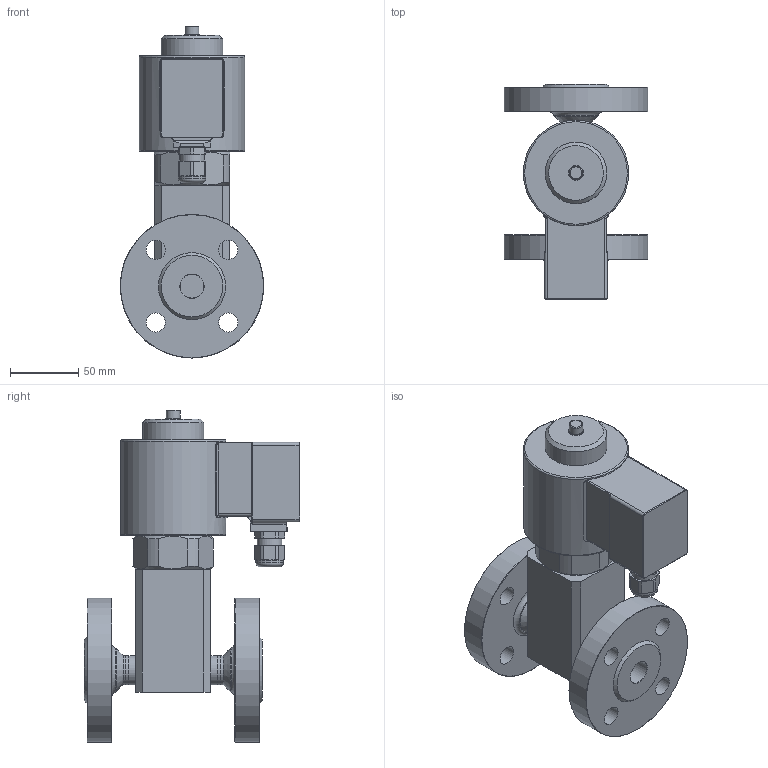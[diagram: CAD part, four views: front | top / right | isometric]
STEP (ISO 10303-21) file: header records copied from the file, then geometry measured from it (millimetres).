
FILE_DESCRIPTION(/* description */ ('3D Datei'),/* implementation_level */ '2;1');
FILE_NAME(/* name */ '024.000004.stp',/* time_stamp */ '2021-09-01T13:54:46+02:00',/* author */ ('EFast'),/* organization */ (''),/* preprocessor_version */ 'ST-DEVELOPER v16.1',/* originating_system */ 'Autodesk Inventor 2016',/* authorisation */ '');
FILE_SCHEMA (('AUTOMOTIVE_DESIGN { 1 0 10303 214 3 1 1 }'));
Length unit declared in the file: millimetre
Products named in the file (1): 88-005260
Bounding box: 105 x 157.5 x 242.7 mm (x, y, z)
Volume: 1146160 mm3; surface area: 119706.5 mm2
Topology: 1 solids, 1 shells, 187 faces, 445 edges, 275 vertices
Faces by surface type: cylinder 70, plane 70, cone 29, torus 14, bspline 4
Full cylindrical faces by diameter (mm): 10 x1, 11 x1, 14 x8, 17.3 x2, 18 x1, 20 x1, 21.293 x2, 21.3 x4, 45 x1, 77 x1, 105 x2
Entity records: 5319 total; most frequent: CARTESIAN_POINT 1191, DIRECTION 873, ORIENTED_EDGE 774, EDGE_CURVE 387, AXIS2_PLACEMENT_3D 350, EDGE_LOOP 269, VERTEX_POINT 268, FACE_OUTER_BOUND 187
